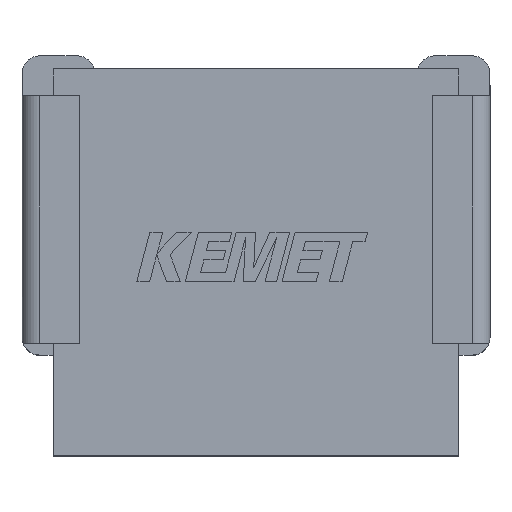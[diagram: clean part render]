
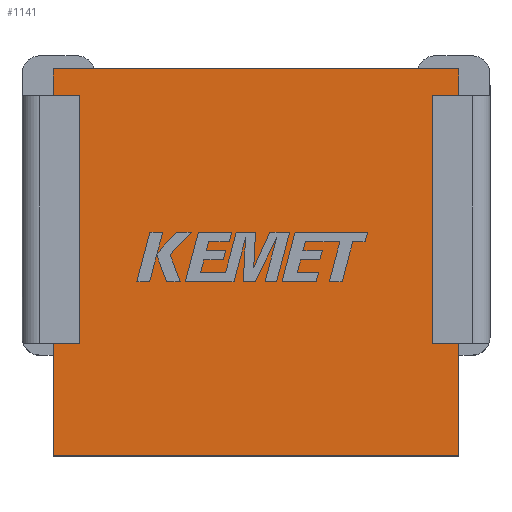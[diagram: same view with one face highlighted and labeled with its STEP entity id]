
A CAD part, top view. The second image highlights one B-rep face of the part: STEP entity #1141.
In plain terms, the highlighted planar face has unit normal (0, 0, 1).
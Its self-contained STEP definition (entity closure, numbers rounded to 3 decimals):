
#3 = ORIENTED_EDGE ( 'NONE', *, *, #1206, .T. ) ;
#66 = CARTESIAN_POINT ( 'NONE',  ( 0., 0., 0. ) ) ;
#109 = LINE ( 'NONE', #830, #4266 ) ;
#148 = VECTOR ( 'NONE', #2336, 1000. ) ;
#214 = VECTOR ( 'NONE', #1138, 1000. ) ;
#273 = LINE ( 'NONE', #1759, #283 ) ;
#278 = PLANE ( 'NONE',  #3975 ) ;
#283 = VECTOR ( 'NONE', #1733, 1000. ) ;
#338 = VERTEX_POINT ( 'NONE', #1355 ) ;
#366 = LINE ( 'NONE', #1805, #934 ) ;
#386 = EDGE_CURVE ( 'NONE', #338, #3709, #273, .T. ) ;
#452 = VERTEX_POINT ( 'NONE', #2571 ) ;
#453 = EDGE_CURVE ( 'NONE', #2080, #3778, #3352, .T. ) ;
#477 = EDGE_CURVE ( 'NONE', #3778, #338, #3995, .T. ) ;
#531 = LINE ( 'NONE', #2298, #4009 ) ;
#684 = EDGE_CURVE ( 'NONE', #2103, #2487, #109, .T. ) ;
#714 = ORIENTED_EDGE ( 'NONE', *, *, #4412, .F. ) ;
#747 = CARTESIAN_POINT ( 'NONE',  ( 0., 5.767, 0. ) ) ;
#760 = ORIENTED_EDGE ( 'NONE', *, *, #386, .T. ) ;
#798 = ORIENTED_EDGE ( 'NONE', *, *, #2780, .T. ) ;
#830 = CARTESIAN_POINT ( 'NONE',  ( 6.5, 0., 0. ) ) ;
#934 = VECTOR ( 'NONE', #1114, 1000. ) ;
#1033 = ORIENTED_EDGE ( 'NONE', *, *, #1343, .F. ) ;
#1086 = LINE ( 'NONE', #2591, #2299 ) ;
#1114 = DIRECTION ( 'NONE',  ( 0., -1., 0. ) ) ;
#1138 = DIRECTION ( 'NONE',  ( 0., -1., 0. ) ) ;
#1141 = ADVANCED_FACE ( 'NONE', ( #2150 ), #278, .F. ) ;
#1206 = EDGE_CURVE ( 'NONE', #4630, #2103, #4052, .T. ) ;
#1208 = ORIENTED_EDGE ( 'NONE', *, *, #684, .T. ) ;
#1248 = VERTEX_POINT ( 'NONE', #3686 ) ;
#1263 = DIRECTION ( 'NONE',  ( 0., 1., 0. ) ) ;
#1307 = CARTESIAN_POINT ( 'NONE',  ( 6.5, 6.2, 0. ) ) ;
#1343 = EDGE_CURVE ( 'NONE', #1248, #3709, #1574, .T. ) ;
#1345 = CARTESIAN_POINT ( 'NONE',  ( 6.5, 5.767, 0. ) ) ;
#1355 = CARTESIAN_POINT ( 'NONE',  ( 6.5, 0., 0. ) ) ;
#1362 = VERTEX_POINT ( 'NONE', #4182 ) ;
#1394 = VERTEX_POINT ( 'NONE', #3841 ) ;
#1429 = DIRECTION ( 'NONE',  ( -1., 0., 0. ) ) ;
#1467 = CARTESIAN_POINT ( 'NONE',  ( 0.421, 5.767, 0. ) ) ;
#1522 = DIRECTION ( 'NONE',  ( 1., 0., 0. ) ) ;
#1538 = DIRECTION ( 'NONE',  ( -1., 0., 0. ) ) ;
#1574 = LINE ( 'NONE', #2383, #148 ) ;
#1617 = CARTESIAN_POINT ( 'NONE',  ( 0.421, 5.767, 0. ) ) ;
#1628 = ORIENTED_EDGE ( 'NONE', *, *, #477, .T. ) ;
#1733 = DIRECTION ( 'NONE',  ( 0., 1., 0. ) ) ;
#1759 = CARTESIAN_POINT ( 'NONE',  ( 6.5, 0., 0. ) ) ;
#1802 = DIRECTION ( 'NONE',  ( 0., -1., 0. ) ) ;
#1805 = CARTESIAN_POINT ( 'NONE',  ( 0., 0., 0. ) ) ;
#1858 = EDGE_CURVE ( 'NONE', #1394, #1362, #4420, .T. ) ;
#1884 = VERTEX_POINT ( 'NONE', #747 ) ;
#1892 = VECTOR ( 'NONE', #1522, 1000. ) ;
#1916 = ORIENTED_EDGE ( 'NONE', *, *, #3571, .F. ) ;
#1949 = CARTESIAN_POINT ( 'NONE',  ( 0.421, 1.799, 0. ) ) ;
#2080 = VERTEX_POINT ( 'NONE', #3564 ) ;
#2103 = VERTEX_POINT ( 'NONE', #1345 ) ;
#2150 = FACE_OUTER_BOUND ( 'NONE', #2435, .T. ) ;
#2245 = CARTESIAN_POINT ( 'NONE',  ( 6.079, 5.767, 0. ) ) ;
#2291 = EDGE_CURVE ( 'NONE', #2487, #452, #531, .T. ) ;
#2298 = CARTESIAN_POINT ( 'NONE',  ( 0., 6.2, 0. ) ) ;
#2299 = VECTOR ( 'NONE', #1802, 1000. ) ;
#2336 = DIRECTION ( 'NONE',  ( 1., 0., 0. ) ) ;
#2383 = CARTESIAN_POINT ( 'NONE',  ( 6.079, 1.799, 0. ) ) ;
#2435 = EDGE_LOOP ( 'NONE', ( #1916, #2485, #3383, #2854, #1628, #760, #1033, #714, #3, #1208, #2475, #798 ) ) ;
#2475 = ORIENTED_EDGE ( 'NONE', *, *, #2291, .T. ) ;
#2485 = ORIENTED_EDGE ( 'NONE', *, *, #1858, .T. ) ;
#2487 = VERTEX_POINT ( 'NONE', #1307 ) ;
#2509 = CARTESIAN_POINT ( 'NONE',  ( 0., 0., 0. ) ) ;
#2511 = CARTESIAN_POINT ( 'NONE',  ( 6.079, 5.767, 0. ) ) ;
#2550 = DIRECTION ( 'NONE',  ( 0., -1., 0. ) ) ;
#2571 = CARTESIAN_POINT ( 'NONE',  ( 0., 6.2, 0. ) ) ;
#2591 = CARTESIAN_POINT ( 'NONE',  ( 6.079, 5.767, 0. ) ) ;
#2780 = EDGE_CURVE ( 'NONE', #452, #1884, #366, .T. ) ;
#2854 = ORIENTED_EDGE ( 'NONE', *, *, #453, .T. ) ;
#3076 = DIRECTION ( 'NONE',  ( -1., 0., 0. ) ) ;
#3214 = VECTOR ( 'NONE', #1538, 1000. ) ;
#3332 = CARTESIAN_POINT ( 'NONE',  ( 0., 0., 0. ) ) ;
#3352 = LINE ( 'NONE', #4046, #3818 ) ;
#3383 = ORIENTED_EDGE ( 'NONE', *, *, #4160, .T. ) ;
#3564 = CARTESIAN_POINT ( 'NONE',  ( 0., 1.799, 0. ) ) ;
#3571 = EDGE_CURVE ( 'NONE', #1394, #1884, #4396, .T. ) ;
#3625 = CARTESIAN_POINT ( 'NONE',  ( 6.5, 1.799, 0. ) ) ;
#3628 = DIRECTION ( 'NONE',  ( 0., 0., -1. ) ) ;
#3657 = DIRECTION ( 'NONE',  ( 1., 0., 0. ) ) ;
#3685 = VECTOR ( 'NONE', #3657, 1000. ) ;
#3686 = CARTESIAN_POINT ( 'NONE',  ( 6.079, 1.799, 0. ) ) ;
#3709 = VERTEX_POINT ( 'NONE', #3625 ) ;
#3778 = VERTEX_POINT ( 'NONE', #3332 ) ;
#3818 = VECTOR ( 'NONE', #2550, 1000. ) ;
#3841 = CARTESIAN_POINT ( 'NONE',  ( 0.421, 5.767, 0. ) ) ;
#3975 = AXIS2_PLACEMENT_3D ( 'NONE', #2509, #3628, #1429 ) ;
#3995 = LINE ( 'NONE', #66, #1892 ) ;
#4009 = VECTOR ( 'NONE', #4460, 1000. ) ;
#4046 = CARTESIAN_POINT ( 'NONE',  ( 0., 0., 0. ) ) ;
#4052 = LINE ( 'NONE', #2245, #3685 ) ;
#4091 = VECTOR ( 'NONE', #3076, 1000. ) ;
#4135 = LINE ( 'NONE', #1949, #4091 ) ;
#4160 = EDGE_CURVE ( 'NONE', #1362, #2080, #4135, .T. ) ;
#4182 = CARTESIAN_POINT ( 'NONE',  ( 0.421, 1.799, 0. ) ) ;
#4266 = VECTOR ( 'NONE', #1263, 1000. ) ;
#4396 = LINE ( 'NONE', #1617, #3214 ) ;
#4412 = EDGE_CURVE ( 'NONE', #4630, #1248, #1086, .T. ) ;
#4420 = LINE ( 'NONE', #1467, #214 ) ;
#4460 = DIRECTION ( 'NONE',  ( -1., 0., 0. ) ) ;
#4630 = VERTEX_POINT ( 'NONE', #2511 ) ;
